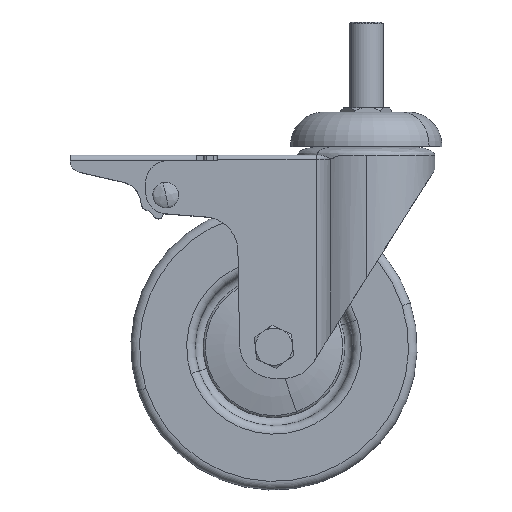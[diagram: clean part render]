
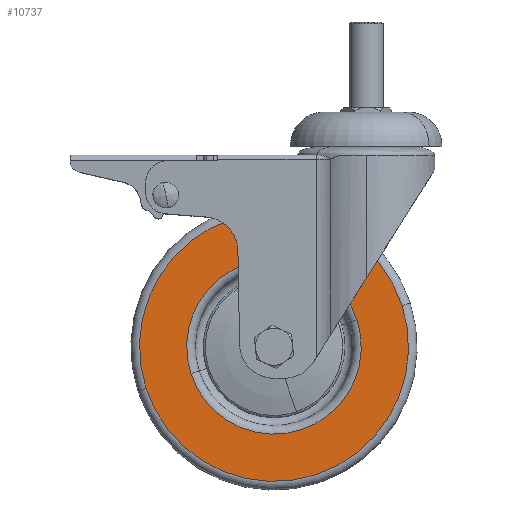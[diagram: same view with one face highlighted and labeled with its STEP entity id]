
A CAD part, top view. The second image highlights one B-rep face of the part: STEP entity #10737.
In plain terms, the highlighted planar face has unit normal (0, 0, 1).
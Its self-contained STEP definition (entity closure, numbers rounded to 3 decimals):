
#58 = EDGE_CURVE ( 'NONE', #7382, #5731, #891, .T. ) ;
#715 = DIRECTION ( 'NONE',  ( 1., 0., 0. ) ) ;
#870 = ORIENTED_EDGE ( 'NONE', *, *, #3972, .T. ) ;
#891 = CIRCLE ( 'NONE', #4619, 47. ) ;
#1366 = AXIS2_PLACEMENT_3D ( 'NONE', #8998, #8154, #3330 ) ;
#1387 = ORIENTED_EDGE ( 'NONE', *, *, #8602, .T. ) ;
#2049 = CARTESIAN_POINT ( 'NONE',  ( 47., 0., 12.5 ) ) ;
#2213 = CIRCLE ( 'NONE', #3787, 30.5 ) ;
#2511 = DIRECTION ( 'NONE',  ( 0., 0., -1. ) ) ;
#2583 = CIRCLE ( 'NONE', #10574, 47. ) ;
#2656 = CARTESIAN_POINT ( 'NONE',  ( 0., 0., 12.5 ) ) ;
#2920 = AXIS2_PLACEMENT_3D ( 'NONE', #11704, #7121, #5426 ) ;
#3144 = VERTEX_POINT ( 'NONE', #6761 ) ;
#3330 = DIRECTION ( 'NONE',  ( 1., 0., 0. ) ) ;
#3632 = DIRECTION ( 'NONE',  ( 1., 0., 0. ) ) ;
#3787 = AXIS2_PLACEMENT_3D ( 'NONE', #10936, #2511, #3632 ) ;
#3972 = EDGE_CURVE ( 'NONE', #9084, #3144, #9741, .T. ) ;
#4076 = ORIENTED_EDGE ( 'NONE', *, *, #58, .T. ) ;
#4385 = CARTESIAN_POINT ( 'NONE',  ( 0., 0., 12.5 ) ) ;
#4460 = FACE_OUTER_BOUND ( 'NONE', #5492, .T. ) ;
#4619 = AXIS2_PLACEMENT_3D ( 'NONE', #2656, #9245, #715 ) ;
#5383 = CARTESIAN_POINT ( 'NONE',  ( -30.5, 0., 12.5 ) ) ;
#5426 = DIRECTION ( 'NONE',  ( 1., 0., 0. ) ) ;
#5492 = EDGE_LOOP ( 'NONE', ( #7810, #4076 ) ) ;
#5731 = VERTEX_POINT ( 'NONE', #2049 ) ;
#6761 = CARTESIAN_POINT ( 'NONE',  ( 30.5, 0., 12.5 ) ) ;
#7121 = DIRECTION ( 'NONE',  ( 0., 0., 1. ) ) ;
#7382 = VERTEX_POINT ( 'NONE', #10450 ) ;
#7427 = EDGE_LOOP ( 'NONE', ( #1387, #870 ) ) ;
#7810 = ORIENTED_EDGE ( 'NONE', *, *, #8197, .T. ) ;
#8021 = DIRECTION ( 'NONE',  ( 0., 0., 1. ) ) ;
#8154 = DIRECTION ( 'NONE',  ( 0., 0., -1. ) ) ;
#8197 = EDGE_CURVE ( 'NONE', #5731, #7382, #2583, .T. ) ;
#8602 = EDGE_CURVE ( 'NONE', #3144, #9084, #2213, .T. ) ;
#8998 = CARTESIAN_POINT ( 'NONE',  ( 0., 0., 12.5 ) ) ;
#9084 = VERTEX_POINT ( 'NONE', #5383 ) ;
#9245 = DIRECTION ( 'NONE',  ( 0., 0., 1. ) ) ;
#9741 = CIRCLE ( 'NONE', #1366, 30.5 ) ;
#10047 = PLANE ( 'NONE',  #2920 ) ;
#10103 = FACE_BOUND ( 'NONE', #7427, .T. ) ;
#10450 = CARTESIAN_POINT ( 'NONE',  ( -47., 0., 12.5 ) ) ;
#10574 = AXIS2_PLACEMENT_3D ( 'NONE', #4385, #8021, #10883 ) ;
#10737 = ADVANCED_FACE ( 'NONE', ( #10103, #4460 ), #10047, .T. ) ;
#10883 = DIRECTION ( 'NONE',  ( 1., 0., 0. ) ) ;
#10936 = CARTESIAN_POINT ( 'NONE',  ( 0., 0., 12.5 ) ) ;
#11704 = CARTESIAN_POINT ( 'NONE',  ( 0., 0., 12.5 ) ) ;
